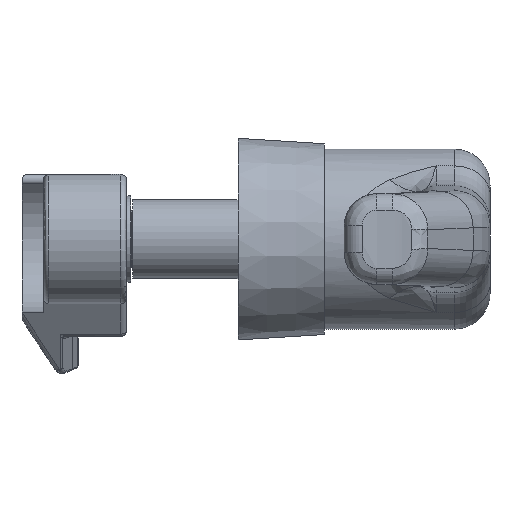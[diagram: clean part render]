
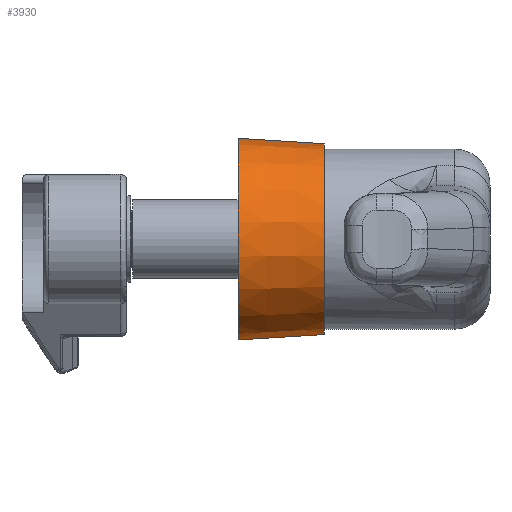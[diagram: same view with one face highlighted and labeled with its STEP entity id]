
A CAD part, front view. The second image highlights one B-rep face of the part: STEP entity #3930.
In plain terms, the highlighted conical face has half-angle 3.576 degrees and reference radius 26.5 mm.
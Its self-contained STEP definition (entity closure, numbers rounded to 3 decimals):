
#376 = CARTESIAN_POINT ( 'NONE',  ( -24., 0., 0. ) ) ;
#622 = CARTESIAN_POINT ( 'NONE',  ( 0., 0., -26.5 ) ) ;
#708 = CARTESIAN_POINT ( 'NONE',  ( 0., 0., 26.5 ) ) ;
#723 = CONICAL_SURFACE ( 'NONE', #2623, 26.5, 0.062 ) ;
#1213 = VECTOR ( 'NONE', #11404, 1000. ) ;
#1565 = VECTOR ( 'NONE', #2246, 1000. ) ;
#1729 = VERTEX_POINT ( 'NONE', #8268 ) ;
#1834 = LINE ( 'NONE', #622, #1213 ) ;
#1951 = CIRCLE ( 'NONE', #7927, 28. ) ;
#2246 = DIRECTION ( 'NONE',  ( -0.998, 0., 0.062 ) ) ;
#2421 = EDGE_CURVE ( 'NONE', #1729, #10135, #1951, .T. ) ;
#2490 = DIRECTION ( 'NONE',  ( 0., 0., 1. ) ) ;
#2623 = AXIS2_PLACEMENT_3D ( 'NONE', #4941, #3692, #2490 ) ;
#2842 = VERTEX_POINT ( 'NONE', #708 ) ;
#3180 = ORIENTED_EDGE ( 'NONE', *, *, #8634, .T. ) ;
#3304 = FACE_OUTER_BOUND ( 'NONE', #6494, .T. ) ;
#3460 = CARTESIAN_POINT ( 'NONE',  ( 0., 0., 26.5 ) ) ;
#3692 = DIRECTION ( 'NONE',  ( -1., 0., 0. ) ) ;
#3930 = ADVANCED_FACE ( 'NONE', ( #3304 ), #723, .T. ) ;
#3959 = AXIS2_PLACEMENT_3D ( 'NONE', #5613, #11510, #10255 ) ;
#4821 = CARTESIAN_POINT ( 'NONE',  ( 0., 0., -26.5 ) ) ;
#4941 = CARTESIAN_POINT ( 'NONE',  ( 0., 0., 0. ) ) ;
#5613 = CARTESIAN_POINT ( 'NONE',  ( 0., 0., 0. ) ) ;
#5928 = LINE ( 'NONE', #3460, #1565 ) ;
#6494 = EDGE_LOOP ( 'NONE', ( #10098, #7627, #3180, #10592 ) ) ;
#7627 = ORIENTED_EDGE ( 'NONE', *, *, #9992, .T. ) ;
#7927 = AXIS2_PLACEMENT_3D ( 'NONE', #376, #11136, #9907 ) ;
#8268 = CARTESIAN_POINT ( 'NONE',  ( -24., 0., -28. ) ) ;
#8634 = EDGE_CURVE ( 'NONE', #2842, #10135, #5928, .T. ) ;
#9320 = CIRCLE ( 'NONE', #3959, 26.5 ) ;
#9907 = DIRECTION ( 'NONE',  ( 0., 0., 1. ) ) ;
#9992 = EDGE_CURVE ( 'NONE', #10071, #2842, #9320, .T. ) ;
#10071 = VERTEX_POINT ( 'NONE', #4821 ) ;
#10098 = ORIENTED_EDGE ( 'NONE', *, *, #11575, .F. ) ;
#10135 = VERTEX_POINT ( 'NONE', #11648 ) ;
#10255 = DIRECTION ( 'NONE',  ( 0., 0., 1. ) ) ;
#10592 = ORIENTED_EDGE ( 'NONE', *, *, #2421, .F. ) ;
#11136 = DIRECTION ( 'NONE',  ( -1., 0., 0. ) ) ;
#11404 = DIRECTION ( 'NONE',  ( -0.998, 0., -0.062 ) ) ;
#11510 = DIRECTION ( 'NONE',  ( -1., 0., 0. ) ) ;
#11575 = EDGE_CURVE ( 'NONE', #10071, #1729, #1834, .T. ) ;
#11648 = CARTESIAN_POINT ( 'NONE',  ( -24., 0., 28. ) ) ;
